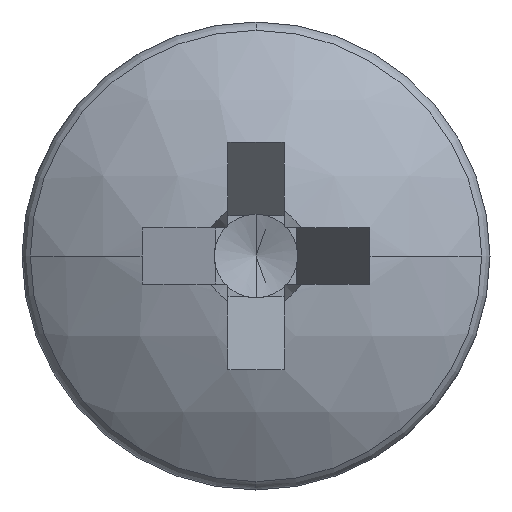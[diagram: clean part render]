
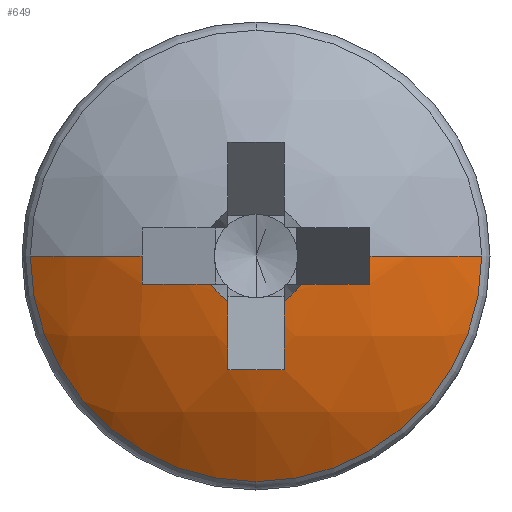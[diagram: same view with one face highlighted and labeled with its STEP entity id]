
A CAD part, left-side view. The second image highlights one B-rep face of the part: STEP entity #649.
In plain terms, the highlighted spherical face has radius 3.2 mm.
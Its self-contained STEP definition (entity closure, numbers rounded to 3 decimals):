
#2 = CARTESIAN_POINT ( 'NONE',  ( 0.646, 0., -1.928 ) ) ;
#7 = AXIS2_PLACEMENT_3D ( 'NONE', #782, #790, #488 ) ;
#8 = VERTEX_POINT ( 'NONE', #2 ) ;
#15 = DIRECTION ( 'NONE',  ( 1., 0., 0. ) ) ;
#19 = ORIENTED_EDGE ( 'NONE', *, *, #650, .F. ) ;
#33 = EDGE_CURVE ( 'NONE', #269, #645, #512, .T. ) ;
#70 = CIRCLE ( 'NONE', #7, 3.2 ) ;
#72 = AXIS2_PLACEMENT_3D ( 'NONE', #882, #975, #805 ) ;
#85 = EDGE_CURVE ( 'NONE', #961, #349, #1272, .T. ) ;
#94 = CIRCLE ( 'NONE', #1276, 3.163 ) ;
#111 = DIRECTION ( 'NONE',  ( -1., 0., 0. ) ) ;
#120 = FACE_OUTER_BOUND ( 'NONE', #1007, .T. ) ;
#129 = ORIENTED_EDGE ( 'NONE', *, *, #1126, .F. ) ;
#132 = CARTESIAN_POINT ( 'NONE',  ( 0.16, -0.24, -0.97 ) ) ;
#142 = VERTEX_POINT ( 'NONE', #359 ) ;
#155 = ORIENTED_EDGE ( 'NONE', *, *, #787, .T. ) ;
#179 = AXIS2_PLACEMENT_3D ( 'NONE', #614, #111, #323 ) ;
#180 = EDGE_CURVE ( 'NONE', #961, #8, #909, .T. ) ;
#204 = DIRECTION ( 'NONE',  ( 0., 0., 1. ) ) ;
#210 = CARTESIAN_POINT ( 'NONE',  ( 0.032, 0.24, -0.384 ) ) ;
#218 = CARTESIAN_POINT ( 'NONE',  ( 3.2, 0., 0. ) ) ;
#227 = DIRECTION ( 'NONE',  ( 0., 1., 0. ) ) ;
#256 = AXIS2_PLACEMENT_3D ( 'NONE', #824, #1216, #355 ) ;
#269 = VERTEX_POINT ( 'NONE', #272 ) ;
#272 = CARTESIAN_POINT ( 'NONE',  ( 0.152, -0.974, 0. ) ) ;
#283 = AXIS2_PLACEMENT_3D ( 'NONE', #717, #711, #227 ) ;
#309 = CARTESIAN_POINT ( 'NONE',  ( 2.982, 0.437, 0. ) ) ;
#323 = DIRECTION ( 'NONE',  ( 0., 0., -1. ) ) ;
#330 = CIRCLE ( 'NONE', #1050, 1.928 ) ;
#349 = VERTEX_POINT ( 'NONE', #425 ) ;
#355 = DIRECTION ( 'NONE',  ( 0., 0., -1. ) ) ;
#359 = CARTESIAN_POINT ( 'NONE',  ( 0.032, -0.24, -0.384 ) ) ;
#363 = EDGE_CURVE ( 'NONE', #901, #933, #1009, .T. ) ;
#364 = ORIENTED_EDGE ( 'NONE', *, *, #363, .F. ) ;
#367 = AXIS2_PLACEMENT_3D ( 'NONE', #218, #620, #15 ) ;
#410 = CIRCLE ( 'NONE', #179, 0.453 ) ;
#425 = CARTESIAN_POINT ( 'NONE',  ( 0.152, 0.974, 0. ) ) ;
#442 = AXIS2_PLACEMENT_3D ( 'NONE', #685, #1074, #1253 ) ;
#451 = DIRECTION ( 'NONE',  ( -1., 0., 0. ) ) ;
#456 = CARTESIAN_POINT ( 'NONE',  ( 0.646, 0., 0. ) ) ;
#470 = AXIS2_PLACEMENT_3D ( 'NONE', #456, #451, #1054 ) ;
#481 = CARTESIAN_POINT ( 'NONE',  ( 0.646, 0., 0. ) ) ;
#486 = CARTESIAN_POINT ( 'NONE',  ( 2.982, -0.437, 0. ) ) ;
#488 = DIRECTION ( 'NONE',  ( 0., 1., 0. ) ) ;
#499 = EDGE_CURVE ( 'NONE', #670, #269, #70, .T. ) ;
#512 = CIRCLE ( 'NONE', #930, 3.163 ) ;
#516 = DIRECTION ( 'NONE',  ( 0., 0., 1. ) ) ;
#520 = ORIENTED_EDGE ( 'NONE', *, *, #723, .T. ) ;
#524 = CARTESIAN_POINT ( 'NONE',  ( 0.16, -0.97, -0.24 ) ) ;
#530 = ORIENTED_EDGE ( 'NONE', *, *, #748, .F. ) ;
#543 = CARTESIAN_POINT ( 'NONE',  ( 0.032, -0.384, -0.24 ) ) ;
#548 = CARTESIAN_POINT ( 'NONE',  ( 3.2, 0., -0.24 ) ) ;
#570 = ORIENTED_EDGE ( 'NONE', *, *, #952, .T. ) ;
#576 = ORIENTED_EDGE ( 'NONE', *, *, #959, .F. ) ;
#614 = CARTESIAN_POINT ( 'NONE',  ( 0.032, 0., 0. ) ) ;
#620 = DIRECTION ( 'NONE',  ( 0., 0., 1. ) ) ;
#624 = VERTEX_POINT ( 'NONE', #1019 ) ;
#639 = CIRCLE ( 'NONE', #1137, 3.191 ) ;
#641 = EDGE_CURVE ( 'NONE', #142, #897, #410, .T. ) ;
#642 = DIRECTION ( 'NONE',  ( -0.895, 0., -0.446 ) ) ;
#645 = VERTEX_POINT ( 'NONE', #524 ) ;
#649 = ADVANCED_FACE ( 'NONE', ( #120 ), #821, .T. ) ;
#650 = EDGE_CURVE ( 'NONE', #897, #645, #911, .T. ) ;
#670 = VERTEX_POINT ( 'NONE', #919 ) ;
#685 = CARTESIAN_POINT ( 'NONE',  ( 0.032, 0., 0. ) ) ;
#688 = DIRECTION ( 'NONE',  ( 0.446, 0.895, 0. ) ) ;
#711 = DIRECTION ( 'NONE',  ( 0., 0., -1. ) ) ;
#717 = CARTESIAN_POINT ( 'NONE',  ( 3.2, 0., 0. ) ) ;
#723 = EDGE_CURVE ( 'NONE', #8, #670, #330, .T. ) ;
#724 = CARTESIAN_POINT ( 'NONE',  ( 3.2, 0., -0.24 ) ) ;
#726 = AXIS2_PLACEMENT_3D ( 'NONE', #724, #516, #1109 ) ;
#748 = EDGE_CURVE ( 'NONE', #903, #142, #972, .T. ) ;
#767 = AXIS2_PLACEMENT_3D ( 'NONE', #1011, #939, #642 ) ;
#768 = CIRCLE ( 'NONE', #767, 3.163 ) ;
#772 = ORIENTED_EDGE ( 'NONE', *, *, #180, .T. ) ;
#782 = CARTESIAN_POINT ( 'NONE',  ( 3.2, 0., 0. ) ) ;
#787 = EDGE_CURVE ( 'NONE', #990, #349, #94, .T. ) ;
#790 = DIRECTION ( 'NONE',  ( 0., 0., -1. ) ) ;
#805 = DIRECTION ( 'NONE',  ( 0., 0., 1. ) ) ;
#821 = SPHERICAL_SURFACE ( 'NONE', #283, 3.2 ) ;
#824 = CARTESIAN_POINT ( 'NONE',  ( 3.2, 0.24, 0. ) ) ;
#839 = DIRECTION ( 'NONE',  ( 1., 0., 0. ) ) ;
#882 = CARTESIAN_POINT ( 'NONE',  ( 3.2, -0.24, 0. ) ) ;
#885 = ORIENTED_EDGE ( 'NONE', *, *, #85, .F. ) ;
#897 = VERTEX_POINT ( 'NONE', #543 ) ;
#901 = VERTEX_POINT ( 'NONE', #210 ) ;
#902 = DIRECTION ( 'NONE',  ( -0.895, 0.446, 0. ) ) ;
#903 = VERTEX_POINT ( 'NONE', #132 ) ;
#909 = CIRCLE ( 'NONE', #470, 1.928 ) ;
#911 = CIRCLE ( 'NONE', #726, 3.191 ) ;
#919 = CARTESIAN_POINT ( 'NONE',  ( 0.646, -1.928, 0. ) ) ;
#930 = AXIS2_PLACEMENT_3D ( 'NONE', #309, #1124, #1100 ) ;
#933 = VERTEX_POINT ( 'NONE', #1099 ) ;
#939 = DIRECTION ( 'NONE',  ( 0.446, 0., -0.895 ) ) ;
#952 = EDGE_CURVE ( 'NONE', #903, #933, #768, .T. ) ;
#959 = EDGE_CURVE ( 'NONE', #990, #624, #639, .T. ) ;
#961 = VERTEX_POINT ( 'NONE', #1034 ) ;
#972 = CIRCLE ( 'NONE', #72, 3.191 ) ;
#975 = DIRECTION ( 'NONE',  ( 0., 1., 0. ) ) ;
#990 = VERTEX_POINT ( 'NONE', #1235 ) ;
#1007 = EDGE_LOOP ( 'NONE', ( #772, #520, #1230, #1063, #19, #1018, #530, #570, #364, #129, #576, #155, #885 ) ) ;
#1009 = CIRCLE ( 'NONE', #256, 3.191 ) ;
#1011 = CARTESIAN_POINT ( 'NONE',  ( 2.982, 0., 0.437 ) ) ;
#1018 = ORIENTED_EDGE ( 'NONE', *, *, #641, .F. ) ;
#1019 = CARTESIAN_POINT ( 'NONE',  ( 0.032, 0.384, -0.24 ) ) ;
#1034 = CARTESIAN_POINT ( 'NONE',  ( 0.646, 1.928, 0. ) ) ;
#1044 = CIRCLE ( 'NONE', #442, 0.453 ) ;
#1050 = AXIS2_PLACEMENT_3D ( 'NONE', #481, #1083, #204 ) ;
#1054 = DIRECTION ( 'NONE',  ( 0., 0., 1. ) ) ;
#1063 = ORIENTED_EDGE ( 'NONE', *, *, #33, .T. ) ;
#1074 = DIRECTION ( 'NONE',  ( -1., 0., 0. ) ) ;
#1083 = DIRECTION ( 'NONE',  ( -1., 0., 0. ) ) ;
#1099 = CARTESIAN_POINT ( 'NONE',  ( 0.16, 0.24, -0.97 ) ) ;
#1100 = DIRECTION ( 'NONE',  ( 0.895, 0.446, 0. ) ) ;
#1109 = DIRECTION ( 'NONE',  ( 1., 0., 0. ) ) ;
#1124 = DIRECTION ( 'NONE',  ( 0.446, -0.895, 0. ) ) ;
#1126 = EDGE_CURVE ( 'NONE', #624, #901, #1044, .T. ) ;
#1137 = AXIS2_PLACEMENT_3D ( 'NONE', #548, #1144, #839 ) ;
#1144 = DIRECTION ( 'NONE',  ( 0., 0., 1. ) ) ;
#1216 = DIRECTION ( 'NONE',  ( 0., -1., 0. ) ) ;
#1230 = ORIENTED_EDGE ( 'NONE', *, *, #499, .T. ) ;
#1235 = CARTESIAN_POINT ( 'NONE',  ( 0.16, 0.97, -0.24 ) ) ;
#1253 = DIRECTION ( 'NONE',  ( 0., 0., -1. ) ) ;
#1272 = CIRCLE ( 'NONE', #367, 3.2 ) ;
#1276 = AXIS2_PLACEMENT_3D ( 'NONE', #486, #688, #902 ) ;
